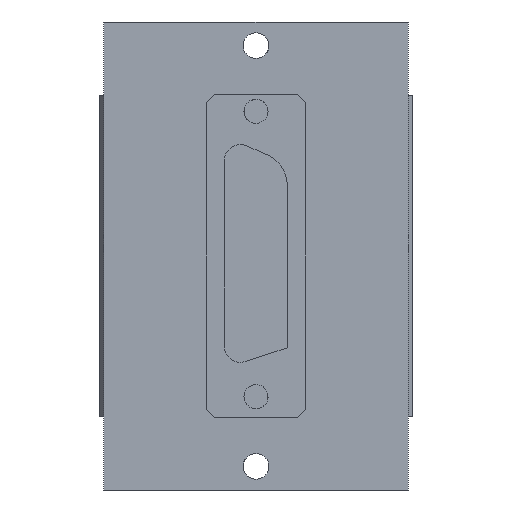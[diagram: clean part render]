
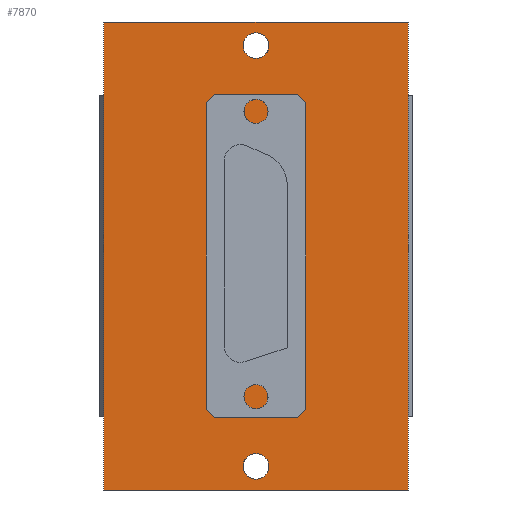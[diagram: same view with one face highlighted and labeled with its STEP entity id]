
A CAD part, front view. The second image highlights one B-rep face of the part: STEP entity #7870.
In plain terms, the highlighted face is planar.
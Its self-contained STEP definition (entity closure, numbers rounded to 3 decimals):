
#4810=CARTESIAN_POINT('',(-20.573,6.431,
48.18));
#4820=VERTEX_POINT('',#4810);
#4850=CARTESIAN_POINT('',(-20.573,6.431,
46.18));
#4860=DIRECTION('',(0.,1.,0.));
#4870=DIRECTION('',(0.,0.,-1.));
#4880=AXIS2_PLACEMENT_3D('',#4850,#4860,#4870);
#4890=CIRCLE('',#4880,2.);
#4900=CARTESIAN_POINT('',(-22.573,6.431,
46.18));
#4910=VERTEX_POINT('',#4900);
#4920=EDGE_CURVE('',#4910,#4820,#4890,.T.);
#5150=CARTESIAN_POINT('',(0.,6.431,41.617));
#5160=DIRECTION('',(-0.951,-0.,0.308));
#5170=VECTOR('',#5160,1.);
#5180=LINE('',#5150,#5170);
#5190=CARTESIAN_POINT('',(-14.733,6.431,46.39));
#5200=VERTEX_POINT('',#5190);
#5210=CARTESIAN_POINT('',(-19.956,6.431,
48.082));
#5220=VERTEX_POINT('',#5210);
#5230=EDGE_CURVE('',#5200,#5220,#5180,.T.);
#5570=CARTESIAN_POINT('',(-22.573,6.431,
23.003));
#5580=VERTEX_POINT('',#5570);
#5630=CARTESIAN_POINT('',(-22.573,6.431,0.));
#5640=DIRECTION('',(0.,0.,-1.));
#5650=VECTOR('',#5640,1.);
#5660=LINE('',#5630,#5650);
#5670=EDGE_CURVE('',#4910,#5580,#5660,.T.);
#5890=CARTESIAN_POINT('',(-20.573,6.431,
21.003));
#5900=VERTEX_POINT('',#5890);
#5930=CARTESIAN_POINT('',(-20.573,6.431,
23.003));
#5940=DIRECTION('',(0.,1.,0.));
#5950=DIRECTION('',(0.,0.,-1.));
#5960=AXIS2_PLACEMENT_3D('',#5930,#5940,#5950);
#5970=CIRCLE('',#5960,2.);
#5980=CARTESIAN_POINT('',(-19.757,6.431,
21.177));
#5990=VERTEX_POINT('',#5980);
#6000=EDGE_CURVE('',#5990,#5900,#5970,.T.);
#6270=CARTESIAN_POINT('',(-17.102,6.431,
22.362));
#6280=VERTEX_POINT('',#6270);
#6330=CARTESIAN_POINT('',(0.,6.431,29.997));
#6340=DIRECTION('',(0.913,0.,0.408));
#6350=VECTOR('',#6340,1.);
#6360=LINE('',#6330,#6350);
#6370=EDGE_CURVE('',#5990,#6280,#6360,.T.);
#6560=CARTESIAN_POINT('',(-18.733,6.431,
26.015));
#6570=DIRECTION('',(0.,1.,0.));
#6580=DIRECTION('',(0.,0.,-1.));
#6590=AXIS2_PLACEMENT_3D('',#6560,#6570,#6580);
#6600=CIRCLE('',#6590,4.);
#6610=CARTESIAN_POINT('',(-14.733,6.431,
26.015));
#6620=VERTEX_POINT('',#6610);
#6630=EDGE_CURVE('',#6620,#6280,#6600,.T.);
#6890=CARTESIAN_POINT('',(-14.733,6.431,0.));
#6900=DIRECTION('',(-0.,-0.,1.));
#6910=VECTOR('',#6900,1.);
#6920=LINE('',#6890,#6910);
#6930=EDGE_CURVE('',#6620,#5200,#6920,.T.);
#7050=CARTESIAN_POINT('',(-37.623,6.431,-2.58));
#7060=DIRECTION('',(0.,1.,-0.));
#7070=DIRECTION('',(-1.,0.,0.));
#7080=AXIS2_PLACEMENT_3D('',#7050,#7060,#7070);
#7090=PLANE('',#7080);
#7100=CARTESIAN_POINT('',(-18.623,6.431,8.67));
#7110=DIRECTION('',(0.,-1.,0.));
#7120=DIRECTION('',(0.,0.,-1.));
#7130=AXIS2_PLACEMENT_3D('',#7100,#7110,#7120);
#7140=CIRCLE('',#7130,1.6);
#7150=CARTESIAN_POINT('',(-18.623,6.431,7.07));
#7160=VERTEX_POINT('',#7150);
#7170=CARTESIAN_POINT('',(-18.623,6.431,10.27));
#7180=VERTEX_POINT('',#7170);
#7190=EDGE_CURVE('',#7160,#7180,#7140,.T.);
#7200=ORIENTED_EDGE('',*,*,#7190,.T.);
#7210=EDGE_CURVE('',#7180,#7160,#7140,.T.);
#7220=ORIENTED_EDGE('',*,*,#7210,.T.);
#7230=EDGE_LOOP('',(#7220,#7200));
#7240=FACE_BOUND('',#7230,.T.);
#7250=CARTESIAN_POINT('',(-18.623,6.431,61.17));
#7260=DIRECTION('',(0.,-1.,0.));
#7270=DIRECTION('',(0.,0.,-1.));
#7280=AXIS2_PLACEMENT_3D('',#7250,#7260,#7270);
#7290=CIRCLE('',#7280,1.6);
#7300=CARTESIAN_POINT('',(-18.623,6.431,59.57));
#7310=VERTEX_POINT('',#7300);
#7320=CARTESIAN_POINT('',(-18.623,6.431,62.77));
#7330=VERTEX_POINT('',#7320);
#7340=EDGE_CURVE('',#7310,#7330,#7290,.T.);
#7350=ORIENTED_EDGE('',*,*,#7340,.T.);
#7360=EDGE_CURVE('',#7330,#7310,#7290,.T.);
#7370=ORIENTED_EDGE('',*,*,#7360,.T.);
#7380=EDGE_LOOP('',(#7370,#7350));
#7390=FACE_BOUND('',#7380,.T.);
#7400=ORIENTED_EDGE('',*,*,#6930,.T.);
#7410=ORIENTED_EDGE('',*,*,#6630,.F.);
#7420=ORIENTED_EDGE('',*,*,#6370,.T.);
#7430=ORIENTED_EDGE('',*,*,#6000,.F.);
#7440=EDGE_CURVE('',#5900,#5580,#5970,.T.);
#7450=ORIENTED_EDGE('',*,*,#7440,.F.);
#7460=ORIENTED_EDGE('',*,*,#5670,.T.);
#7470=ORIENTED_EDGE('',*,*,#4920,.F.);
#7480=EDGE_CURVE('',#4820,#5220,#4890,.T.);
#7490=ORIENTED_EDGE('',*,*,#7480,.F.);
#7500=ORIENTED_EDGE('',*,*,#5230,.T.);
#7510=EDGE_LOOP('',(#7500,#7490,#7470,#7460,#7450,#7430,#7420,#7410,
#7400));
#7520=FACE_BOUND('',#7510,.T.);
#7530=CARTESIAN_POINT('',(0.377,6.431,-2.58));
#7540=DIRECTION('',(0.,0.,1.));
#7550=VECTOR('',#7540,1.);
#7560=LINE('',#7530,#7550);
#7570=CARTESIAN_POINT('',(0.377,6.431,5.72));
#7580=VERTEX_POINT('',#7570);
#7590=CARTESIAN_POINT('',(0.377,6.431,64.12));
#7600=VERTEX_POINT('',#7590);
#7610=EDGE_CURVE('',#7580,#7600,#7560,.T.);
#7620=ORIENTED_EDGE('',*,*,#7610,.F.);
#7630=CARTESIAN_POINT('',(0.,6.431,64.12));
#7640=DIRECTION('',(-1.,0.,0.));
#7650=VECTOR('',#7640,1.);
#7660=LINE('',#7630,#7650);
#7670=CARTESIAN_POINT('',(-37.623,6.431,64.12));
#7680=VERTEX_POINT('',#7670);
#7690=EDGE_CURVE('',#7600,#7680,#7660,.T.);
#7700=ORIENTED_EDGE('',*,*,#7690,.F.);
#7710=CARTESIAN_POINT('',(-37.623,6.431,-2.58));
#7720=DIRECTION('',(0.,0.,-1.));
#7730=VECTOR('',#7720,1.);
#7740=LINE('',#7710,#7730);
#7750=CARTESIAN_POINT('',(-37.623,6.431,5.72));
#7760=VERTEX_POINT('',#7750);
#7770=EDGE_CURVE('',#7680,#7760,#7740,.T.);
#7780=ORIENTED_EDGE('',*,*,#7770,.F.);
#7790=CARTESIAN_POINT('',(0.,6.431,5.72));
#7800=DIRECTION('',(1.,0.,0.));
#7810=VECTOR('',#7800,1.);
#7820=LINE('',#7790,#7810);
#7830=EDGE_CURVE('',#7760,#7580,#7820,.T.);
#7840=ORIENTED_EDGE('',*,*,#7830,.F.);
#7850=EDGE_LOOP('',(#7840,#7780,#7700,#7620));
#7860=FACE_OUTER_BOUND('',#7850,.T.);
#7870=ADVANCED_FACE('',(#7240,#7390,#7520,#7860),#7090,.T.);
